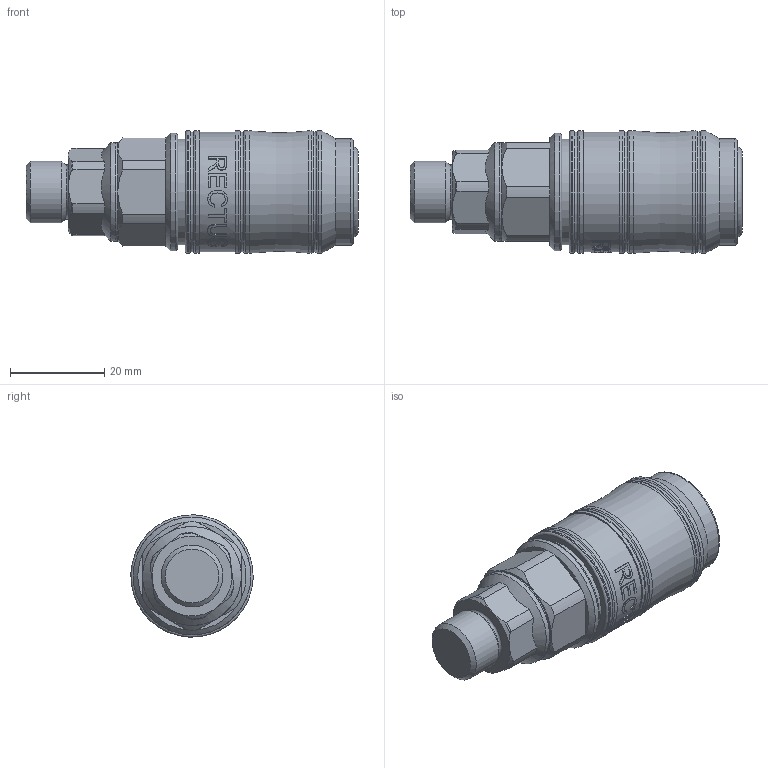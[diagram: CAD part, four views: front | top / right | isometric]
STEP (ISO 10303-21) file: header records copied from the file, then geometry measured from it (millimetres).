
FILE_DESCRIPTION((''),'2;1');
FILE_NAME('48kbaw13fvx.stp','2013-08-29T13:15:28',('IA176480'),(''),'Autodesk Inventor 2013','Autodesk Inventor 2013','');
FILE_SCHEMA(('AUTOMOTIVE_DESIGN { 1 0 10303 214 1 1 1 1 }'));
Length unit declared in the file: millimetre
Products named in the file (1): D107692
Bounding box: 70.5 x 25.98 x 25.98 mm (x, y, z)
Volume: 27467.5 mm3; surface area: 7272.3 mm2
Topology: 1 solids, 10 shells, 230 faces, 544 edges, 347 vertices
Faces by surface type: plane 85, cylinder 49, bspline 40, cone 34, torus 22
Full cylindrical faces by diameter (mm): 13.157 x1, 18.4 x1, 18.7 x1, 21 x1, 22.4 x1, 22.6 x1, 25 x1, 25.4 x1, 26 x6
Entity records: 18374 total; most frequent: CARTESIAN_POINT 13454, ORIENTED_EDGE 1004, DIRECTION 841, EDGE_CURVE 502, VERTEX_POINT 341, AXIS2_PLACEMENT_3D 340, EDGE_LOOP 281, FACE_OUTER_BOUND 230
